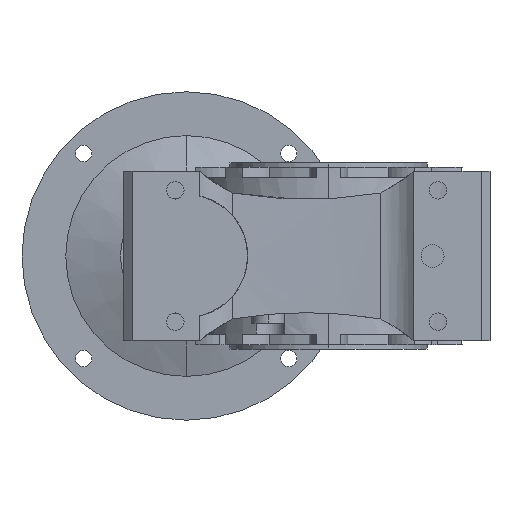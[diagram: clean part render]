
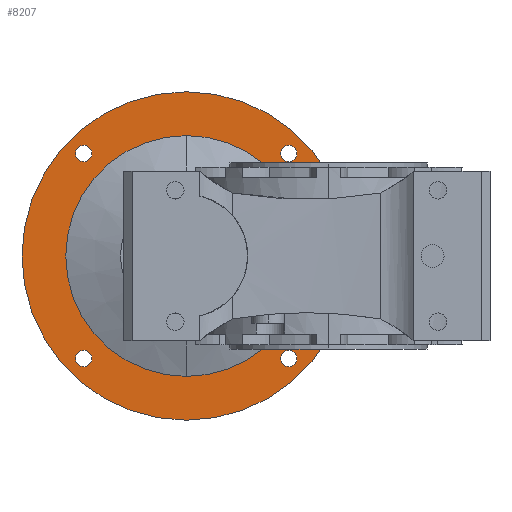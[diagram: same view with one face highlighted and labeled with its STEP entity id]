
A CAD part, left-side view. The second image highlights one B-rep face of the part: STEP entity #8207.
In plain terms, the highlighted face is planar.
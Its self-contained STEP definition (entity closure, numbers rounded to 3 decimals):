
#1029 = ORIENTED_EDGE ( 'NONE', *, *, #7510, .T. ) ;
#1030 = ORIENTED_EDGE ( 'NONE', *, *, #6593, .T. ) ;
#1031 = ORIENTED_EDGE ( 'NONE', *, *, #7515, .F. ) ;
#1032 = ORIENTED_EDGE ( 'NONE', *, *, #6591, .F. ) ;
#1033 = ORIENTED_EDGE ( 'NONE', *, *, #6599, .T. ) ;
#1034 = ORIENTED_EDGE ( 'NONE', *, *, #7511, .T. ) ;
#1035 = ORIENTED_EDGE ( 'NONE', *, *, #6603, .T. ) ;
#1036 = ORIENTED_EDGE ( 'NONE', *, *, #7512, .T. ) ;
#1037 = ORIENTED_EDGE ( 'NONE', *, *, #6607, .T. ) ;
#1038 = ORIENTED_EDGE ( 'NONE', *, *, #7513, .T. ) ;
#1039 = ORIENTED_EDGE ( 'NONE', *, *, #6610, .T. ) ;
#1040 = ORIENTED_EDGE ( 'NONE', *, *, #7514, .T. ) ;
#2006 = CIRCLE ( 'NONE', #6266, 110. ) ;
#2007 = CIRCLE ( 'NONE', #6267, 7.5 ) ;
#2008 = CIRCLE ( 'NONE', #6268, 7.5 ) ;
#2009 = CIRCLE ( 'NONE', #6269, 7.5 ) ;
#2010 = CIRCLE ( 'NONE', #6270, 7.5 ) ;
#2011 = CIRCLE ( 'NONE', #6271, 150. ) ;
#3110 = DIRECTION ( 'NONE',  ( -1., 0., 0. ) ) ;
#3112 = PLANE ( 'NONE',  #6490 ) ;
#3114 = CARTESIAN_POINT ( 'NONE',  ( -13.75, 150., 0. ) ) ;
#3115 = DIRECTION ( 'NONE',  ( 0., 0., 1. ) ) ;
#4637 = VERTEX_POINT ( 'NONE', #13698 ) ;
#4694 = VERTEX_POINT ( 'NONE', #13755 ) ;
#4695 = VERTEX_POINT ( 'NONE', #13756 ) ;
#4697 = VERTEX_POINT ( 'NONE', #13758 ) ;
#4698 = VERTEX_POINT ( 'NONE', #13759 ) ;
#4702 = VERTEX_POINT ( 'NONE', #13763 ) ;
#4703 = VERTEX_POINT ( 'NONE', #13764 ) ;
#4704 = VERTEX_POINT ( 'NONE', #13765 ) ;
#4705 = VERTEX_POINT ( 'NONE', #13766 ) ;
#4739 = VERTEX_POINT ( 'NONE', #13800 ) ;
#4740 = VERTEX_POINT ( 'NONE', #13801 ) ;
#4820 = VERTEX_POINT ( 'NONE', #13847 ) ;
#6266 = AXIS2_PLACEMENT_3D ( 'NONE', #7211, #7212, #7213 ) ;
#6267 = AXIS2_PLACEMENT_3D ( 'NONE', #7214, #7215, #7216 ) ;
#6268 = AXIS2_PLACEMENT_3D ( 'NONE', #7217, #7218, #7219 ) ;
#6269 = AXIS2_PLACEMENT_3D ( 'NONE', #7220, #7221, #7222 ) ;
#6270 = AXIS2_PLACEMENT_3D ( 'NONE', #7223, #7224, #7225 ) ;
#6271 = AXIS2_PLACEMENT_3D ( 'NONE', #7226, #7227, #7228 ) ;
#6490 = AXIS2_PLACEMENT_3D ( 'NONE', #3114, #3110, #3115 ) ;
#6591 = EDGE_CURVE ( 'NONE', #4703, #4698, #9405, .T. ) ;
#6593 = EDGE_CURVE ( 'NONE', #4702, #4705, #9406, .T. ) ;
#6599 = EDGE_CURVE ( 'NONE', #4740, #4637, #9418, .T. ) ;
#6603 = EDGE_CURVE ( 'NONE', #4697, #4704, #9424, .T. ) ;
#6607 = EDGE_CURVE ( 'NONE', #4820, #4694, #9430, .T. ) ;
#6610 = EDGE_CURVE ( 'NONE', #4739, #4695, #9434, .T. ) ;
#7211 = CARTESIAN_POINT ( 'NONE',  ( -13.75, 0., 0. ) ) ;
#7212 = DIRECTION ( 'NONE',  ( -1., 0., 0. ) ) ;
#7213 = DIRECTION ( 'NONE',  ( 0., 0., 1. ) ) ;
#7214 = CARTESIAN_POINT ( 'NONE',  ( -13.75, 93.692, 93.692 ) ) ;
#7215 = DIRECTION ( 'NONE',  ( -1., 0., 0. ) ) ;
#7216 = DIRECTION ( 'NONE',  ( 0., 0., 1. ) ) ;
#7217 = CARTESIAN_POINT ( 'NONE',  ( -13.75, -93.692, 93.692 ) ) ;
#7218 = DIRECTION ( 'NONE',  ( -1., 0., 0. ) ) ;
#7219 = DIRECTION ( 'NONE',  ( 0., 0., 1. ) ) ;
#7220 = CARTESIAN_POINT ( 'NONE',  ( -13.75, -93.692, -93.692 ) ) ;
#7221 = DIRECTION ( 'NONE',  ( -1., 0., 0. ) ) ;
#7222 = DIRECTION ( 'NONE',  ( 0., 0., 1. ) ) ;
#7223 = CARTESIAN_POINT ( 'NONE',  ( -13.75, 93.692, -93.692 ) ) ;
#7224 = DIRECTION ( 'NONE',  ( -1., 0., 0. ) ) ;
#7225 = DIRECTION ( 'NONE',  ( 0., 0., 1. ) ) ;
#7226 = CARTESIAN_POINT ( 'NONE',  ( -13.75, 0., 0. ) ) ;
#7227 = DIRECTION ( 'NONE',  ( -1., 0., 0. ) ) ;
#7228 = DIRECTION ( 'NONE',  ( 0., 0., 1. ) ) ;
#7510 = EDGE_CURVE ( 'NONE', #4705, #4702, #2006, .T. ) ;
#7511 = EDGE_CURVE ( 'NONE', #4637, #4740, #2007, .T. ) ;
#7512 = EDGE_CURVE ( 'NONE', #4704, #4697, #2008, .T. ) ;
#7513 = EDGE_CURVE ( 'NONE', #4694, #4820, #2009, .T. ) ;
#7514 = EDGE_CURVE ( 'NONE', #4695, #4739, #2010, .T. ) ;
#7515 = EDGE_CURVE ( 'NONE', #4698, #4703, #2011, .T. ) ;
#7805 = AXIS2_PLACEMENT_3D ( 'NONE', #13188, #13189, #13190 ) ;
#7806 = AXIS2_PLACEMENT_3D ( 'NONE', #13194, #13195, #13196 ) ;
#7809 = AXIS2_PLACEMENT_3D ( 'NONE', #11391, #11392, #11393 ) ;
#7811 = AXIS2_PLACEMENT_3D ( 'NONE', #11402, #11403, #11404 ) ;
#7813 = AXIS2_PLACEMENT_3D ( 'NONE', #11412, #11413, #11414 ) ;
#7815 = AXIS2_PLACEMENT_3D ( 'NONE', #11421, #11422, #11423 ) ;
#8207 = ADVANCED_FACE ( 'NONE', ( #13390, #13383, #13397, #13395, #13398, #13396 ), #3112, .F. ) ;
#9405 = CIRCLE ( 'NONE', #7805, 150. ) ;
#9406 = CIRCLE ( 'NONE', #7806, 110. ) ;
#9418 = CIRCLE ( 'NONE', #7809, 7.5 ) ;
#9424 = CIRCLE ( 'NONE', #7811, 7.5 ) ;
#9430 = CIRCLE ( 'NONE', #7813, 7.5 ) ;
#9434 = CIRCLE ( 'NONE', #7815, 7.5 ) ;
#10207 = EDGE_LOOP ( 'NONE', ( #1034, #1033 ) ) ;
#10209 = EDGE_LOOP ( 'NONE', ( #1038, #1037 ) ) ;
#10210 = EDGE_LOOP ( 'NONE', ( #1032, #1031 ) ) ;
#10212 = EDGE_LOOP ( 'NONE', ( #1040, #1039 ) ) ;
#10213 = EDGE_LOOP ( 'NONE', ( #1036, #1035 ) ) ;
#10215 = EDGE_LOOP ( 'NONE', ( #1030, #1029 ) ) ;
#11391 = CARTESIAN_POINT ( 'NONE',  ( -13.75, 93.692, 93.692 ) ) ;
#11392 = DIRECTION ( 'NONE',  ( -1., 0., 0. ) ) ;
#11393 = DIRECTION ( 'NONE',  ( 0., 0., 1. ) ) ;
#11402 = CARTESIAN_POINT ( 'NONE',  ( -13.75, -93.692, 93.692 ) ) ;
#11403 = DIRECTION ( 'NONE',  ( -1., 0., 0. ) ) ;
#11404 = DIRECTION ( 'NONE',  ( 0., 0., 1. ) ) ;
#11412 = CARTESIAN_POINT ( 'NONE',  ( -13.75, -93.692, -93.692 ) ) ;
#11413 = DIRECTION ( 'NONE',  ( -1., 0., 0. ) ) ;
#11414 = DIRECTION ( 'NONE',  ( 0., 0., 1. ) ) ;
#11421 = CARTESIAN_POINT ( 'NONE',  ( -13.75, 93.692, -93.692 ) ) ;
#11422 = DIRECTION ( 'NONE',  ( -1., 0., 0. ) ) ;
#11423 = DIRECTION ( 'NONE',  ( 0., 0., 1. ) ) ;
#13188 = CARTESIAN_POINT ( 'NONE',  ( -13.75, 0., 0. ) ) ;
#13189 = DIRECTION ( 'NONE',  ( -1., 0., 0. ) ) ;
#13190 = DIRECTION ( 'NONE',  ( 0., 0., 1. ) ) ;
#13194 = CARTESIAN_POINT ( 'NONE',  ( -13.75, 0., 0. ) ) ;
#13195 = DIRECTION ( 'NONE',  ( -1., 0., 0. ) ) ;
#13196 = DIRECTION ( 'NONE',  ( 0., 0., 1. ) ) ;
#13383 = FACE_BOUND ( 'NONE', #10209, .T. ) ;
#13390 = FACE_BOUND ( 'NONE', #10212, .T. ) ;
#13395 = FACE_BOUND ( 'NONE', #10207, .T. ) ;
#13396 = FACE_BOUND ( 'NONE', #10215, .T. ) ;
#13397 = FACE_BOUND ( 'NONE', #10213, .T. ) ;
#13398 = FACE_OUTER_BOUND ( 'NONE', #10210, .T. ) ;
#13698 = CARTESIAN_POINT ( 'NONE',  ( -13.75, 93.692, 101.192 ) ) ;
#13755 = CARTESIAN_POINT ( 'NONE',  ( -13.75, -93.692, -86.192 ) ) ;
#13756 = CARTESIAN_POINT ( 'NONE',  ( -13.75, 93.692, -86.192 ) ) ;
#13758 = CARTESIAN_POINT ( 'NONE',  ( -13.75, -93.692, 86.192 ) ) ;
#13759 = CARTESIAN_POINT ( 'NONE',  ( -13.75, 0., -150. ) ) ;
#13763 = CARTESIAN_POINT ( 'NONE',  ( -13.75, 0., 110. ) ) ;
#13764 = CARTESIAN_POINT ( 'NONE',  ( -13.75, 0., 150. ) ) ;
#13765 = CARTESIAN_POINT ( 'NONE',  ( -13.75, -93.692, 101.192 ) ) ;
#13766 = CARTESIAN_POINT ( 'NONE',  ( -13.75, 0., -110. ) ) ;
#13800 = CARTESIAN_POINT ( 'NONE',  ( -13.75, 93.692, -101.192 ) ) ;
#13801 = CARTESIAN_POINT ( 'NONE',  ( -13.75, 93.692, 86.192 ) ) ;
#13847 = CARTESIAN_POINT ( 'NONE',  ( -13.75, -93.692, -101.192 ) ) ;
